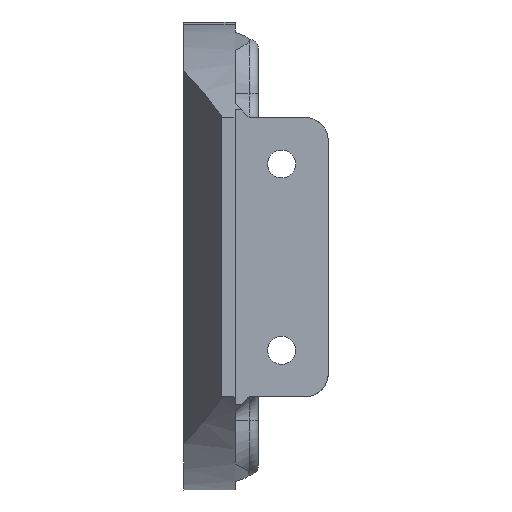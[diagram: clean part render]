
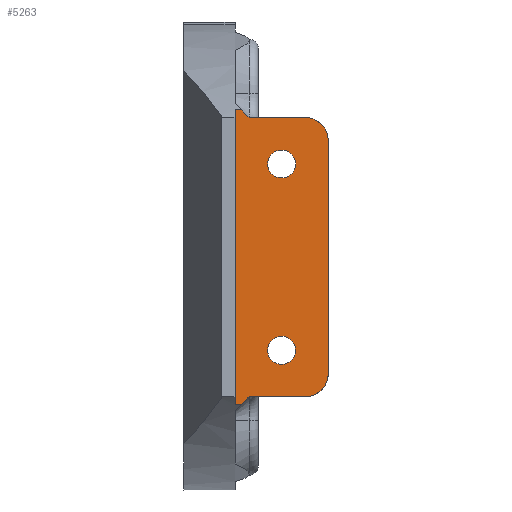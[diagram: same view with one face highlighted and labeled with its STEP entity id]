
A CAD part, left-side view. The second image highlights one B-rep face of the part: STEP entity #5263.
In plain terms, the highlighted planar face has unit normal (-1, 0, 0).
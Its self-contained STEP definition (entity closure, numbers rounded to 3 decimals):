
#1213=DIRECTION('',(0.,-1.,0.));
#1214=VECTOR('',#1213,12.);
#1215=CARTESIAN_POINT('',(-79.,-6.,-30.));
#1216=LINE('',#1215,#1214);
#1288=DIRECTION('',(0.,-0.707,0.707));
#1289=VECTOR('',#1288,2.304);
#1290=CARTESIAN_POINT('',(-79.,-4.371,-31.629));
#1291=LINE('',#1290,#1289);
#1292=DIRECTION('',(0.,0.,1.));
#1293=VECTOR('',#1292,63.258);
#1294=CARTESIAN_POINT('',(-79.,-3.,-31.629));
#1295=LINE('',#1294,#1293);
#1296=DIRECTION('',(0.,0.707,0.707));
#1297=VECTOR('',#1296,2.304);
#1298=CARTESIAN_POINT('',(-79.,-6.,30.));
#1299=LINE('',#1298,#1297);
#1300=DIRECTION('',(0.,-1.,0.));
#1301=VECTOR('',#1300,1.371);
#1302=CARTESIAN_POINT('',(-79.,-3.,-31.629));
#1303=LINE('',#1302,#1301);
#1318=CARTESIAN_POINT('',(-79.,-13.,20.));
#1319=DIRECTION('',(-1.,0.,0.));
#1320=DIRECTION('',(0.,0.,-1.));
#1321=AXIS2_PLACEMENT_3D('',#1318,#1319,#1320);
#1350=CARTESIAN_POINT('',(-79.,-13.,20.));
#1351=DIRECTION('',(-1.,0.,0.));
#1352=DIRECTION('',(0.,0.,1.));
#1353=AXIS2_PLACEMENT_3D('',#1350,#1351,#1352);
#1406=CARTESIAN_POINT('',(-79.,-13.,-20.));
#1407=DIRECTION('',(-1.,0.,0.));
#1408=DIRECTION('',(0.,0.,-1.));
#1409=AXIS2_PLACEMENT_3D('',#1406,#1407,#1408);
#1434=CARTESIAN_POINT('',(-79.,-13.,-20.));
#1435=DIRECTION('',(-1.,0.,0.));
#1436=DIRECTION('',(0.,0.,1.));
#1437=AXIS2_PLACEMENT_3D('',#1434,#1435,#1436);
#1500=DIRECTION('',(0.,0.,1.));
#1501=VECTOR('',#1500,50.);
#1502=CARTESIAN_POINT('',(-79.,-23.,-25.));
#1503=LINE('',#1502,#1501);
#1866=DIRECTION('',(0.,-1.,0.));
#1867=VECTOR('',#1866,12.);
#1868=CARTESIAN_POINT('',(-79.,-6.,30.));
#1869=LINE('',#1868,#1867);
#2014=DIRECTION('',(0.,1.,0.));
#2015=VECTOR('',#2014,1.371);
#2016=CARTESIAN_POINT('',(-79.,-4.371,31.629));
#2017=LINE('',#2016,#2015);
#2195=CARTESIAN_POINT('',(-79.,-18.,25.));
#2196=DIRECTION('',(-1.,0.,0.));
#2197=DIRECTION('',(0.,-1.,0.));
#2198=AXIS2_PLACEMENT_3D('',#2195,#2196,#2197);
#2237=CARTESIAN_POINT('',(-79.,-18.,-25.));
#2238=DIRECTION('',(1.,0.,0.));
#2239=DIRECTION('',(0.,-1.,0.));
#2240=AXIS2_PLACEMENT_3D('',#2237,#2238,#2239);
#3429=CARTESIAN_POINT('',(-79.,-23.,-25.));
#3430=CARTESIAN_POINT('',(-79.,-23.,25.));
#3431=VERTEX_POINT('',#3429);
#3432=VERTEX_POINT('',#3430);
#3433=CARTESIAN_POINT('',(-79.,-13.,17.));
#3434=CARTESIAN_POINT('',(-79.,-13.,23.));
#3435=VERTEX_POINT('',#3433);
#3436=VERTEX_POINT('',#3434);
#3437=CARTESIAN_POINT('',(-79.,-13.,-23.));
#3438=CARTESIAN_POINT('',(-79.,-13.,-17.));
#3439=VERTEX_POINT('',#3437);
#3440=VERTEX_POINT('',#3438);
#3441=CARTESIAN_POINT('',(-79.,-18.,-30.));
#3442=VERTEX_POINT('',#3441);
#3443=CARTESIAN_POINT('',(-79.,-18.,30.));
#3444=VERTEX_POINT('',#3443);
#3575=CARTESIAN_POINT('',(-79.,-6.,-30.));
#3576=VERTEX_POINT('',#3575);
#3577=CARTESIAN_POINT('',(-79.,-6.,30.));
#3578=VERTEX_POINT('',#3577);
#3579=CARTESIAN_POINT('',(-79.,-3.,-31.629));
#3580=VERTEX_POINT('',#3579);
#3581=CARTESIAN_POINT('',(-79.,-3.,31.629));
#3582=VERTEX_POINT('',#3581);
#3583=CARTESIAN_POINT('',(-79.,-4.371,31.629));
#3584=VERTEX_POINT('',#3583);
#3585=CARTESIAN_POINT('',(-79.,-4.371,-31.629));
#3586=VERTEX_POINT('',#3585);
#5228=CARTESIAN_POINT('',(-79.,0.,0.));
#5229=DIRECTION('',(-1.,0.,0.));
#5230=DIRECTION('',(0.,1.,0.));
#5231=AXIS2_PLACEMENT_3D('',#5228,#5229,#5230);
#5232=PLANE('',#5231);
#5233=ORIENTED_EDGE('',*,*,#4064,.T.);
#5235=ORIENTED_EDGE('',*,*,#5234,.F.);
#5237=ORIENTED_EDGE('',*,*,#5236,.F.);
#5239=ORIENTED_EDGE('',*,*,#5238,.T.);
#5241=ORIENTED_EDGE('',*,*,#5240,.F.);
#5243=ORIENTED_EDGE('',*,*,#5242,.F.);
#5245=ORIENTED_EDGE('',*,*,#5244,.T.);
#5246=ORIENTED_EDGE('',*,*,#5146,.F.);
#5247=ORIENTED_EDGE('',*,*,#5223,.F.);
#5248=ORIENTED_EDGE('',*,*,#5049,.F.);
#5249=EDGE_LOOP('',(#5233,#5235,#5237,#5239,#5241,#5243,#5245,#5246,#5247,
#5248));
#5250=FACE_OUTER_BOUND('',#5249,.F.);
#5252=ORIENTED_EDGE('',*,*,#5251,.T.);
#5254=ORIENTED_EDGE('',*,*,#5253,.T.);
#5255=EDGE_LOOP('',(#5252,#5254));
#5256=FACE_BOUND('',#5255,.F.);
#5258=ORIENTED_EDGE('',*,*,#5257,.T.);
#5260=ORIENTED_EDGE('',*,*,#5259,.T.);
#5261=EDGE_LOOP('',(#5258,#5260));
#5262=FACE_BOUND('',#5261,.F.);
#5263=ADVANCED_FACE('',(#5250,#5256,#5262),#5232,.T.);
#1322=CIRCLE('',#1321,3.);
#1354=CIRCLE('',#1353,3.);
#1410=CIRCLE('',#1409,3.);
#1438=CIRCLE('',#1437,3.);
#2199=CIRCLE('',#2198,5.);
#2241=CIRCLE('',#2240,5.);
#4064=EDGE_CURVE('',#3580,#3582,#1295,.T.);
#5049=EDGE_CURVE('',#3580,#3586,#1303,.T.);
#5146=EDGE_CURVE('',#3576,#3442,#1216,.T.);
#5223=EDGE_CURVE('',#3586,#3576,#1291,.T.);
#5234=EDGE_CURVE('',#3584,#3582,#2017,.T.);
#5236=EDGE_CURVE('',#3578,#3584,#1299,.T.);
#5238=EDGE_CURVE('',#3578,#3444,#1869,.T.);
#5240=EDGE_CURVE('',#3432,#3444,#2199,.T.);
#5242=EDGE_CURVE('',#3431,#3432,#1503,.T.);
#5244=EDGE_CURVE('',#3431,#3442,#2241,.T.);
#5251=EDGE_CURVE('',#3439,#3440,#1410,.T.);
#5253=EDGE_CURVE('',#3440,#3439,#1438,.T.);
#5257=EDGE_CURVE('',#3435,#3436,#1322,.T.);
#5259=EDGE_CURVE('',#3436,#3435,#1354,.T.);
